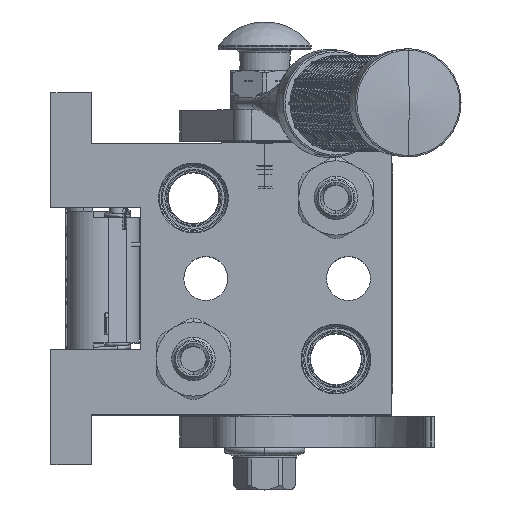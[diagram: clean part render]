
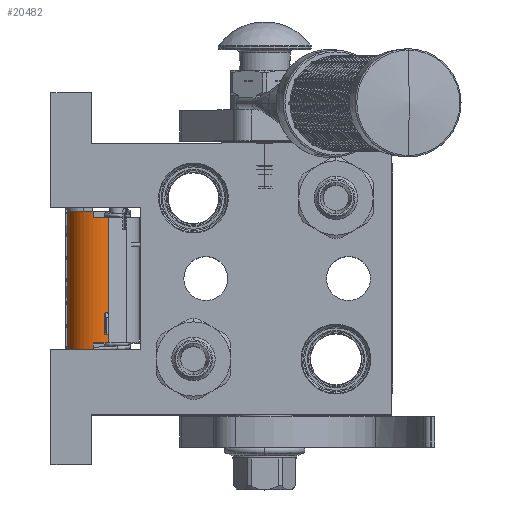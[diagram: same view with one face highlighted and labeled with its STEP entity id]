
A CAD part, top view. The second image highlights one B-rep face of the part: STEP entity #20482.
In plain terms, the highlighted cylindrical face has radius 9.5 mm (diameter 19 mm), a partial arc.
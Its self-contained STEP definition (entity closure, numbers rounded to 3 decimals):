
#1526 = CARTESIAN_POINT ( 'NONE',  ( -22.25, 8., -47.5 ) ) ;
#7842 = VERTEX_POINT ( 'NONE', #57473 ) ;
#8059 = CARTESIAN_POINT ( 'NONE',  ( 20.25, 0., -56.881 ) ) ;
#9162 = EDGE_CURVE ( 'NONE', #157201, #91860, #27352, .T. ) ;
#11284 = AXIS2_PLACEMENT_3D ( 'NONE', #191374, #162243, #129912 ) ;
#13439 = EDGE_CURVE ( 'NONE', #57683, #7842, #24262, .T. ) ;
#16199 = DIRECTION ( 'NONE',  ( 1., 0., 0. ) ) ;
#17491 = CARTESIAN_POINT ( 'NONE',  ( 22.25, -1.5, -47.5 ) ) ;
#17781 = CARTESIAN_POINT ( 'NONE',  ( 22.25, 0., -56.881 ) ) ;
#20482 = ADVANCED_FACE ( 'NONE', ( #103977 ), #96875, .T. ) ;
#24262 = LINE ( 'NONE', #73850, #144412 ) ;
#25190 = CIRCLE ( 'NONE', #160647, 9.5 ) ;
#26475 = ORIENTED_EDGE ( 'NONE', *, *, #13439, .F. ) ;
#27352 = CIRCLE ( 'NONE', #11284, 9.5 ) ;
#34647 = AXIS2_PLACEMENT_3D ( 'NONE', #100420, #189103, #159340 ) ;
#40757 = LINE ( 'NONE', #190461, #63948 ) ;
#45590 = VERTEX_POINT ( 'NONE', #17781 ) ;
#47676 = EDGE_LOOP ( 'NONE', ( #26475, #88031, #99142, #164707, #51823, #79707, #173863, #130421 ) ) ;
#49332 = CIRCLE ( 'NONE', #34647, 9.5 ) ;
#51823 = ORIENTED_EDGE ( 'NONE', *, *, #136085, .T. ) ;
#57473 = CARTESIAN_POINT ( 'NONE',  ( 20.25, -5.154, -56.269 ) ) ;
#57683 = VERTEX_POINT ( 'NONE', #141309 ) ;
#57776 = LINE ( 'NONE', #174430, #136437 ) ;
#58981 = VERTEX_POINT ( 'NONE', #8059 ) ;
#60496 = EDGE_CURVE ( 'NONE', #7842, #58981, #67442, .T. ) ;
#63948 = VECTOR ( 'NONE', #118598, 1000. ) ;
#67442 = CIRCLE ( 'NONE', #170076, 9.5 ) ;
#71471 = CARTESIAN_POINT ( 'NONE',  ( -22.25, -1.5, -47.5 ) ) ;
#73850 = CARTESIAN_POINT ( 'NONE',  ( -20.25, -5.154, -56.269 ) ) ;
#75529 = AXIS2_PLACEMENT_3D ( 'NONE', #71471, #116792, #86327 ) ;
#79707 = ORIENTED_EDGE ( 'NONE', *, *, #92459, .F. ) ;
#81367 = EDGE_CURVE ( 'NONE', #57683, #98962, #49332, .T. ) ;
#81683 = CARTESIAN_POINT ( 'NONE',  ( -22.25, 0., -56.881 ) ) ;
#86327 = DIRECTION ( 'NONE',  ( 0., -1., 0. ) ) ;
#88031 = ORIENTED_EDGE ( 'NONE', *, *, #81367, .T. ) ;
#91860 = VERTEX_POINT ( 'NONE', #1526 ) ;
#92459 = EDGE_CURVE ( 'NONE', #45590, #165772, #25190, .T. ) ;
#96875 = CYLINDRICAL_SURFACE ( 'NONE', #75529, 9.5 ) ;
#98962 = VERTEX_POINT ( 'NONE', #148044 ) ;
#99142 = ORIENTED_EDGE ( 'NONE', *, *, #157965, .F. ) ;
#100420 = CARTESIAN_POINT ( 'NONE',  ( -20.25, -1.5, -47.5 ) ) ;
#102104 = CARTESIAN_POINT ( 'NONE',  ( 20.25, -1.5, -47.5 ) ) ;
#103977 = FACE_OUTER_BOUND ( 'NONE', #47676, .T. ) ;
#116611 = DIRECTION ( 'NONE',  ( 1., 0., 0. ) ) ;
#116792 = DIRECTION ( 'NONE',  ( -1., 0., 0. ) ) ;
#118598 = DIRECTION ( 'NONE',  ( 1., 0., 0. ) ) ;
#124272 = VECTOR ( 'NONE', #161177, 1000. ) ;
#126702 = LINE ( 'NONE', #175431, #124272 ) ;
#129912 = DIRECTION ( 'NONE',  ( 0., 0.158, -0.987 ) ) ;
#130421 = ORIENTED_EDGE ( 'NONE', *, *, #60496, .F. ) ;
#135128 = DIRECTION ( 'NONE',  ( 0., 0.158, -0.987 ) ) ;
#136085 = EDGE_CURVE ( 'NONE', #91860, #165772, #126702, .T. ) ;
#136437 = VECTOR ( 'NONE', #189919, 1000. ) ;
#139013 = CARTESIAN_POINT ( 'NONE',  ( 22.25, 8., -47.5 ) ) ;
#141309 = CARTESIAN_POINT ( 'NONE',  ( -20.25, -5.154, -56.269 ) ) ;
#144412 = VECTOR ( 'NONE', #116611, 1000. ) ;
#144863 = DIRECTION ( 'NONE',  ( 1., 0., 0. ) ) ;
#145507 = DIRECTION ( 'NONE',  ( 0., -0.385, -0.923 ) ) ;
#148044 = CARTESIAN_POINT ( 'NONE',  ( -20.25, 0., -56.881 ) ) ;
#152615 = EDGE_CURVE ( 'NONE', #58981, #45590, #57776, .T. ) ;
#157201 = VERTEX_POINT ( 'NONE', #81683 ) ;
#157965 = EDGE_CURVE ( 'NONE', #157201, #98962, #40757, .T. ) ;
#159340 = DIRECTION ( 'NONE',  ( 0., -0.385, -0.923 ) ) ;
#160647 = AXIS2_PLACEMENT_3D ( 'NONE', #17491, #16199, #135128 ) ;
#161177 = DIRECTION ( 'NONE',  ( 1., 0., 0. ) ) ;
#162243 = DIRECTION ( 'NONE',  ( 1., 0., 0. ) ) ;
#164707 = ORIENTED_EDGE ( 'NONE', *, *, #9162, .T. ) ;
#165772 = VERTEX_POINT ( 'NONE', #139013 ) ;
#170076 = AXIS2_PLACEMENT_3D ( 'NONE', #102104, #144863, #145507 ) ;
#173863 = ORIENTED_EDGE ( 'NONE', *, *, #152615, .F. ) ;
#174430 = CARTESIAN_POINT ( 'NONE',  ( 20.25, 0., -56.881 ) ) ;
#175431 = CARTESIAN_POINT ( 'NONE',  ( -22.25, 8., -47.5 ) ) ;
#189103 = DIRECTION ( 'NONE',  ( 1., 0., 0. ) ) ;
#189919 = DIRECTION ( 'NONE',  ( 1., 0., 0. ) ) ;
#190461 = CARTESIAN_POINT ( 'NONE',  ( -22.25, 0., -56.881 ) ) ;
#191374 = CARTESIAN_POINT ( 'NONE',  ( -22.25, -1.5, -47.5 ) ) ;
